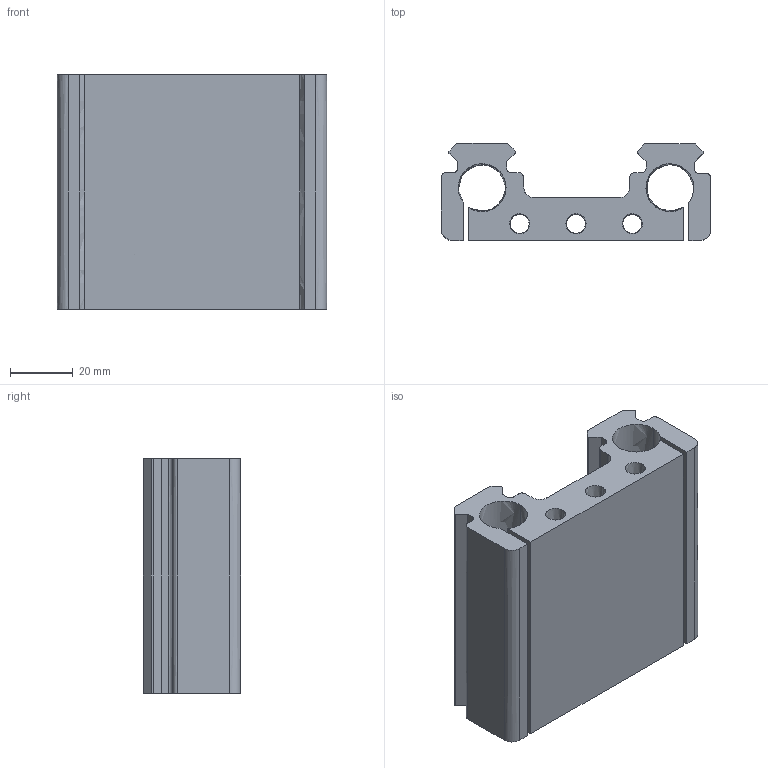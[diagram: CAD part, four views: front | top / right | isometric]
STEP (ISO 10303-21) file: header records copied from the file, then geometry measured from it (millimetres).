
FILE_DESCRIPTION(('FreeCAD Model'),'2;1');
FILE_NAME('Open CASCADE Shape Model','2022-12-04T12:00:37',( 'G. Adam Stanislav'),('Pantarheon'), 'Open CASCADE STEP processor 7.6','FreeCAD','Unknown');
FILE_SCHEMA(('AUTOMOTIVE_DESIGN { 1 0 10303 214 1 1 1 1 }'));
Length unit declared in the file: millimetre
Products named in the file (1): 15mm-to-NAR-with-6.4mm-holes
Bounding box: 86 x 31 x 75 mm (x, y, z)
Volume: 105944.1 mm3; surface area: 37479.2 mm2
Topology: 1 solids, 1 shells, 56 faces, 162 edges, 108 vertices
Faces by surface type: extrusion 54, plane 2
Entity records: 4251 total; most frequent: CARTESIAN_POINT 1531, ORIENTED_EDGE 324, PCURVE 324, DEFINITIONAL_REPRESENTATION 324, DIRECTION 306, VECTOR 300, LINE 246, B_SPLINE_CURVE_WITH_KNOTS 199
